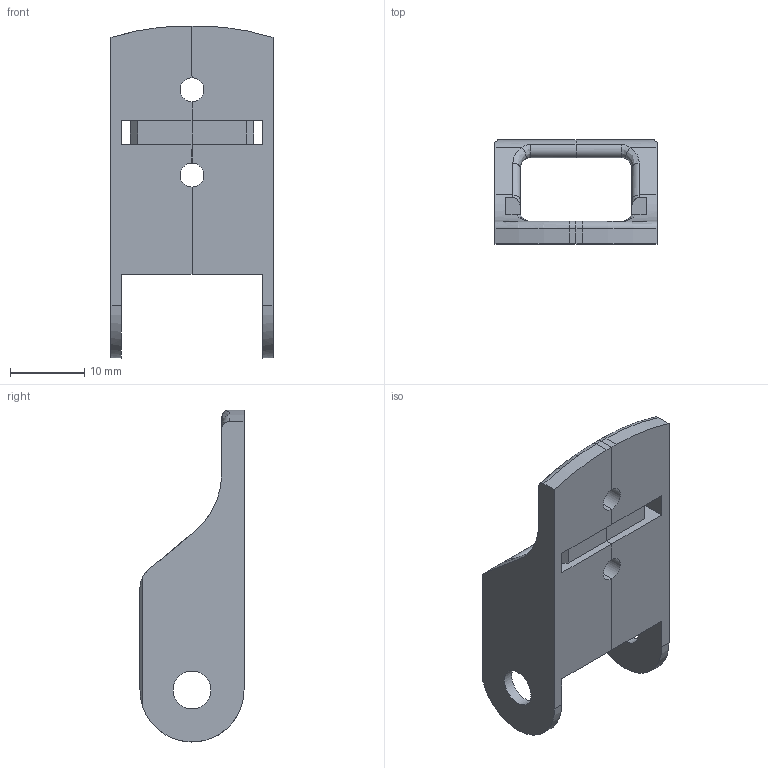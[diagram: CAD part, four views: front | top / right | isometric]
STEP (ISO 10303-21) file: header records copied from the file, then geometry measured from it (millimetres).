
FILE_DESCRIPTION(/* description */ (''),/* implementation_level */ '2;1');
FILE_NAME(/* name */ '10x15 Chain Bottom Anchor.step',/* time_stamp */ '2019-11-27T19:26:20-05:00',/* author */ (''),/* organization */ (''),/* preprocessor_version */ 'ST-DEVELOPER v18',/* originating_system */ 'Autodesk Translation Framework v8.12.0.6',/* authorisation */ '');
FILE_SCHEMA (('AUTOMOTIVE_DESIGN { 1 0 10303 214 3 1 1 }'));
Length unit declared in the file: millimetre
Products named in the file (1): 10x15 Chain Bottom Anchor
Bounding box: 21.8 x 14 x 44.67 mm (x, y, z)
Volume: 3767.2 mm3; surface area: 3687.2 mm2
Topology: 2 solids, 2 shells, 92 faces, 260 edges, 166 vertices
Faces by surface type: plane 48, cylinder 30, torus 8, bspline 6
Full cylindrical faces by diameter (mm): 5.1 x2
Entity records: 3791 total; most frequent: CARTESIAN_POINT 1389, ORIENTED_EDGE 516, DIRECTION 468, EDGE_CURVE 258, VERTEX_POINT 166, LINE 158, VECTOR 158, AXIS2_PLACEMENT_3D 155
